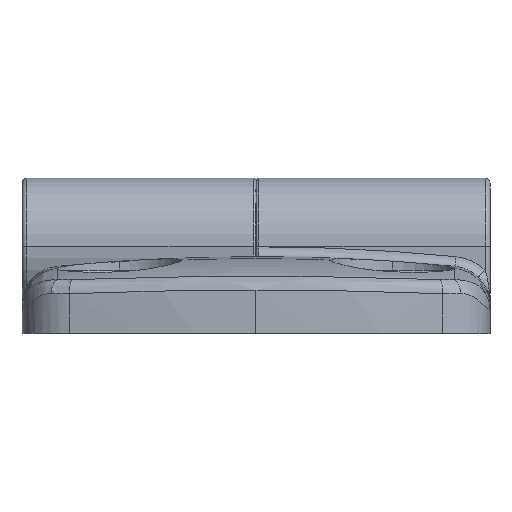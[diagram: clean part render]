
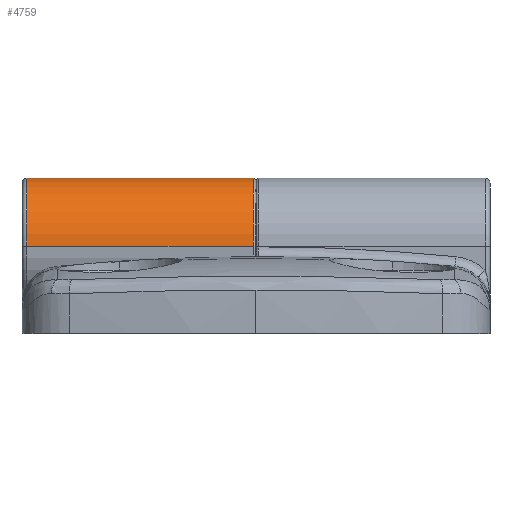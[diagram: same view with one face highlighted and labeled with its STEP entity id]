
A CAD part, top view. The second image highlights one B-rep face of the part: STEP entity #4759.
In plain terms, the highlighted cylindrical face has radius 7 mm (diameter 14 mm), a partial arc.
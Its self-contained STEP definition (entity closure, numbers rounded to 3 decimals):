
#215 = ORIENTED_EDGE ( 'NONE', *, *, #4685, .T. ) ;
#382 = AXIS2_PLACEMENT_3D ( 'NONE', #7047, #3725, #394 ) ;
#394 = DIRECTION ( 'NONE',  ( 0., 0., 1. ) ) ;
#996 = CARTESIAN_POINT ( 'NONE',  ( 24., 8.9, 7. ) ) ;
#1018 = DIRECTION ( 'NONE',  ( -1., 0., 0. ) ) ;
#1025 = DIRECTION ( 'NONE',  ( 0., 0., 1. ) ) ;
#1356 = VERTEX_POINT ( 'NONE', #6719 ) ;
#1735 = CYLINDRICAL_SURFACE ( 'NONE', #4481, 7. ) ;
#1779 = AXIS2_PLACEMENT_3D ( 'NONE', #6571, #3235, #7141 ) ;
#1798 = VECTOR ( 'NONE', #1018, 1000. ) ;
#1899 = VERTEX_POINT ( 'NONE', #2525 ) ;
#1906 = CIRCLE ( 'NONE', #1779, 7. ) ;
#2253 = CIRCLE ( 'NONE', #382, 7. ) ;
#2401 = EDGE_CURVE ( 'NONE', #1899, #6536, #5850, .T. ) ;
#2525 = CARTESIAN_POINT ( 'NONE',  ( -0.3, 8.9, -7. ) ) ;
#2656 = CARTESIAN_POINT ( 'NONE',  ( 24., 8.9, 0. ) ) ;
#2993 = EDGE_CURVE ( 'NONE', #6771, #1356, #6013, .T. ) ;
#3235 = DIRECTION ( 'NONE',  ( -1., 0., 0. ) ) ;
#3681 = ORIENTED_EDGE ( 'NONE', *, *, #4033, .T. ) ;
#3725 = DIRECTION ( 'NONE',  ( 1., 0., 0. ) ) ;
#4033 = EDGE_CURVE ( 'NONE', #6771, #1899, #1906, .T. ) ;
#4481 = AXIS2_PLACEMENT_3D ( 'NONE', #2656, #6579, #1025 ) ;
#4505 = EDGE_LOOP ( 'NONE', ( #6594, #3681, #5515, #215 ) ) ;
#4685 = EDGE_CURVE ( 'NONE', #6536, #1356, #2253, .T. ) ;
#4759 = ADVANCED_FACE ( 'NONE', ( #6493 ), #1735, .T. ) ;
#5190 = CARTESIAN_POINT ( 'NONE',  ( -23.5, 8.9, -7. ) ) ;
#5515 = ORIENTED_EDGE ( 'NONE', *, *, #2401, .T. ) ;
#5850 = LINE ( 'NONE', #6059, #7186 ) ;
#5885 = CARTESIAN_POINT ( 'NONE',  ( -0.3, 8.9, 7. ) ) ;
#6013 = LINE ( 'NONE', #996, #1798 ) ;
#6059 = CARTESIAN_POINT ( 'NONE',  ( 24., 8.9, -7. ) ) ;
#6127 = DIRECTION ( 'NONE',  ( -1., 0., 0. ) ) ;
#6493 = FACE_OUTER_BOUND ( 'NONE', #4505, .T. ) ;
#6536 = VERTEX_POINT ( 'NONE', #5190 ) ;
#6571 = CARTESIAN_POINT ( 'NONE',  ( -0.3, 8.9, 0. ) ) ;
#6579 = DIRECTION ( 'NONE',  ( -1., 0., 0. ) ) ;
#6594 = ORIENTED_EDGE ( 'NONE', *, *, #2993, .F. ) ;
#6719 = CARTESIAN_POINT ( 'NONE',  ( -23.5, 8.9, 7. ) ) ;
#6771 = VERTEX_POINT ( 'NONE', #5885 ) ;
#7047 = CARTESIAN_POINT ( 'NONE',  ( -23.5, 8.9, 0. ) ) ;
#7141 = DIRECTION ( 'NONE',  ( 0., 0., -1. ) ) ;
#7186 = VECTOR ( 'NONE', #6127, 1000. ) ;
